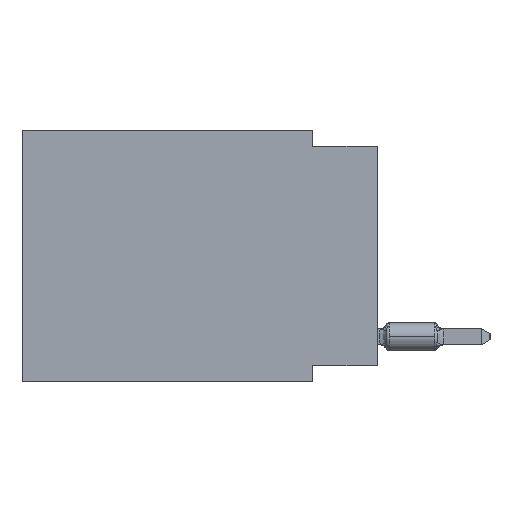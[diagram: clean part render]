
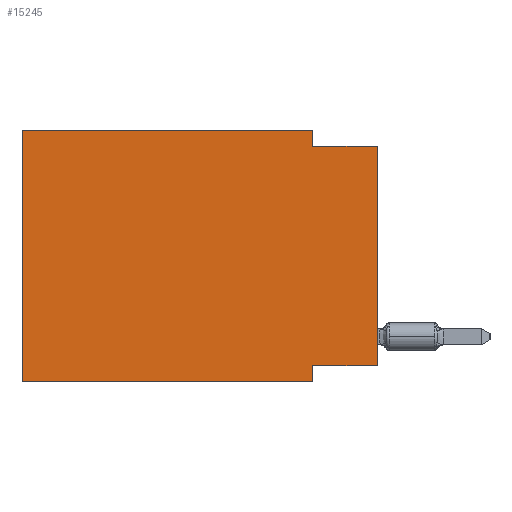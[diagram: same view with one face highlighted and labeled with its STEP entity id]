
A CAD part, left-side view. The second image highlights one B-rep face of the part: STEP entity #15245.
In plain terms, the highlighted planar face has unit normal (-1, 0, 0).
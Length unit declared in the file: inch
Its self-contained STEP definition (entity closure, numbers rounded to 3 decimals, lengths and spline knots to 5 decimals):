
#121 = DIRECTION ( 'NONE',  ( 0., 0., -1. ) ) ;
#377 = LINE ( 'NONE', #9628, #28075 ) ;
#505 = ORIENTED_EDGE ( 'NONE', *, *, #3400, .F. ) ;
#516 = LINE ( 'NONE', #8486, #40220 ) ;
#1787 = LINE ( 'NONE', #11847, #6464 ) ;
#2818 = LINE ( 'NONE', #37917, #4442 ) ;
#2843 = ORIENTED_EDGE ( 'NONE', *, *, #32154, .F. ) ;
#3061 = DIRECTION ( 'NONE',  ( 1., 0., 0. ) ) ;
#3400 = EDGE_CURVE ( 'NONE', #18777, #36366, #32833, .T. ) ;
#3601 = CARTESIAN_POINT ( 'NONE',  ( 0., 0.55, -0.39 ) ) ;
#3652 = CARTESIAN_POINT ( 'NONE',  ( 0., 0.55, 0. ) ) ;
#4442 = VECTOR ( 'NONE', #38325, 39.37008 ) ;
#4640 = VERTEX_POINT ( 'NONE', #20883 ) ;
#4663 = DIRECTION ( 'NONE',  ( 0., 0., 1. ) ) ;
#6225 = CARTESIAN_POINT ( 'NONE',  ( 0., 0.55, 0. ) ) ;
#6464 = VECTOR ( 'NONE', #40445, 39.37008 ) ;
#8486 = CARTESIAN_POINT ( 'NONE',  ( 0., 0.1, 0. ) ) ;
#8663 = VERTEX_POINT ( 'NONE', #36814 ) ;
#9628 = CARTESIAN_POINT ( 'NONE',  ( 0., 0., -0.365 ) ) ;
#9826 = VERTEX_POINT ( 'NONE', #35526 ) ;
#10953 = EDGE_CURVE ( 'NONE', #36366, #8663, #1787, .T. ) ;
#11131 = EDGE_CURVE ( 'NONE', #4640, #37614, #2818, .T. ) ;
#11847 = CARTESIAN_POINT ( 'NONE',  ( 0., 0.55, 0. ) ) ;
#12592 = CARTESIAN_POINT ( 'NONE',  ( 0., 0.1, -0.39 ) ) ;
#14147 = ORIENTED_EDGE ( 'NONE', *, *, #29381, .F. ) ;
#15245 = ADVANCED_FACE ( 'NONE', ( #16085 ), #28292, .F. ) ;
#15492 = CARTESIAN_POINT ( 'NONE',  ( 0., 0.1, -0.365 ) ) ;
#15933 = DIRECTION ( 'NONE',  ( 0., 1., 0. ) ) ;
#16085 = FACE_OUTER_BOUND ( 'NONE', #39930, .T. ) ;
#18777 = VERTEX_POINT ( 'NONE', #30908 ) ;
#20883 = CARTESIAN_POINT ( 'NONE',  ( 0., 0., -0.365 ) ) ;
#21111 = ORIENTED_EDGE ( 'NONE', *, *, #30180, .T. ) ;
#22450 = VECTOR ( 'NONE', #26500, 39.37008 ) ;
#24330 = VERTEX_POINT ( 'NONE', #33041 ) ;
#25334 = CARTESIAN_POINT ( 'NONE',  ( 0., 0., -0.025 ) ) ;
#25820 = ORIENTED_EDGE ( 'NONE', *, *, #29900, .F. ) ;
#26091 = DIRECTION ( 'NONE',  ( 0., -1., 0. ) ) ;
#26500 = DIRECTION ( 'NONE',  ( 0., -1., 0. ) ) ;
#26924 = CARTESIAN_POINT ( 'NONE',  ( 0., 0.55, 0. ) ) ;
#27123 = CARTESIAN_POINT ( 'NONE',  ( 0., 0., -0.025 ) ) ;
#28075 = VECTOR ( 'NONE', #15933, 39.37008 ) ;
#28292 = PLANE ( 'NONE',  #32791 ) ;
#28720 = ORIENTED_EDGE ( 'NONE', *, *, #41403, .F. ) ;
#29031 = LINE ( 'NONE', #3601, #35335 ) ;
#29381 = EDGE_CURVE ( 'NONE', #34794, #9826, #39062, .T. ) ;
#29900 = EDGE_CURVE ( 'NONE', #8663, #24330, #516, .T. ) ;
#30180 = EDGE_CURVE ( 'NONE', #18777, #9826, #29031, .T. ) ;
#30908 = CARTESIAN_POINT ( 'NONE',  ( 0., 0.55, -0.39 ) ) ;
#32154 = EDGE_CURVE ( 'NONE', #4640, #34794, #377, .T. ) ;
#32553 = DIRECTION ( 'NONE',  ( 0., 0., -1. ) ) ;
#32791 = AXIS2_PLACEMENT_3D ( 'NONE', #6225, #3061, #121 ) ;
#32833 = LINE ( 'NONE', #26924, #37704 ) ;
#32837 = VECTOR ( 'NONE', #32553, 39.37008 ) ;
#33041 = CARTESIAN_POINT ( 'NONE',  ( 0., 0.1, -0.025 ) ) ;
#34794 = VERTEX_POINT ( 'NONE', #15492 ) ;
#35335 = VECTOR ( 'NONE', #26091, 39.37008 ) ;
#35526 = CARTESIAN_POINT ( 'NONE',  ( 0., 0.1, -0.39 ) ) ;
#36054 = ORIENTED_EDGE ( 'NONE', *, *, #11131, .T. ) ;
#36366 = VERTEX_POINT ( 'NONE', #3652 ) ;
#36646 = DIRECTION ( 'NONE',  ( 0., 0., -1. ) ) ;
#36814 = CARTESIAN_POINT ( 'NONE',  ( 0., 0.1, 0. ) ) ;
#37614 = VERTEX_POINT ( 'NONE', #25334 ) ;
#37676 = ORIENTED_EDGE ( 'NONE', *, *, #10953, .F. ) ;
#37704 = VECTOR ( 'NONE', #4663, 39.37008 ) ;
#37917 = CARTESIAN_POINT ( 'NONE',  ( 0., 0., 0. ) ) ;
#38325 = DIRECTION ( 'NONE',  ( 0., 0., 1. ) ) ;
#39062 = LINE ( 'NONE', #12592, #32837 ) ;
#39753 = LINE ( 'NONE', #27123, #22450 ) ;
#39930 = EDGE_LOOP ( 'NONE', ( #36054, #28720, #25820, #37676, #505, #21111, #14147, #2843 ) ) ;
#40220 = VECTOR ( 'NONE', #36646, 39.37008 ) ;
#40445 = DIRECTION ( 'NONE',  ( 0., -1., 0. ) ) ;
#41403 = EDGE_CURVE ( 'NONE', #24330, #37614, #39753, .T. ) ;
